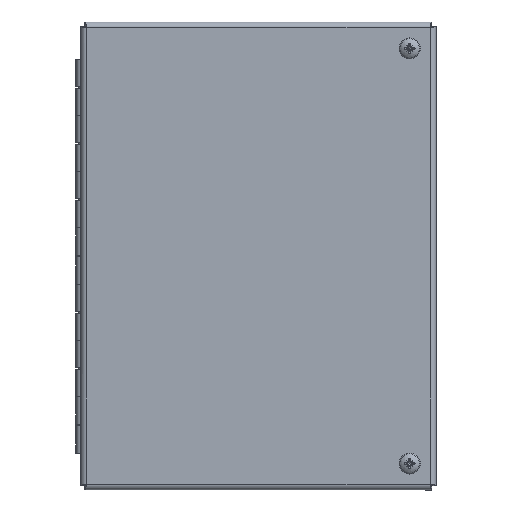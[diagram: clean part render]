
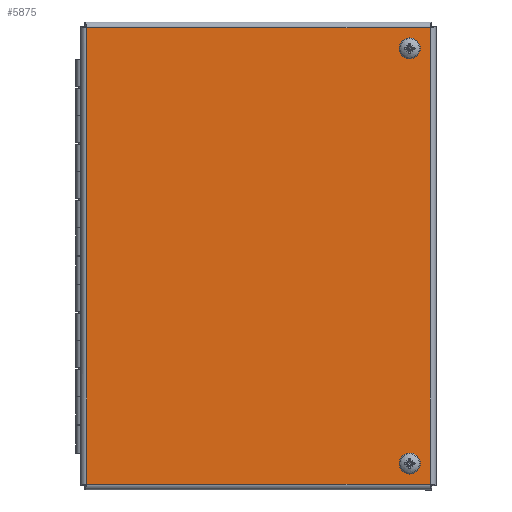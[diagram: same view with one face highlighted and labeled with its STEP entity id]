
A CAD part, top view. The second image highlights one B-rep face of the part: STEP entity #5875.
In plain terms, the highlighted planar face has unit normal (0, 0, 1).
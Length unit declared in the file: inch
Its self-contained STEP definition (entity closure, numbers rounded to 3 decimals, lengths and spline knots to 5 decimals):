
#386=PLANE($,#6344);
#806=LINE($,#9660,#1306);
#822=LINE($,#9762,#1322);
#837=LINE($,#9862,#1337);
#852=LINE($,#9961,#1352);
#1306=VECTOR($,#7560,8.102);
#1322=VECTOR($,#7590,6.102);
#1337=VECTOR($,#7619,8.102);
#1352=VECTOR($,#7648,6.102);
#1526=FACE_BOUND($,#2179,.T.);
#1527=FACE_BOUND($,#2180,.T.);
#1528=FACE_BOUND($,#2181,.T.);
#2179=EDGE_LOOP($,(#4960));
#2180=EDGE_LOOP($,(#4961));
#2181=EDGE_LOOP($,(#4962,#4963,#4964,#4965));
#2426=CIRCLE($,#6312,0.14063);
#2428=CIRCLE($,#6315,0.14063);
#2840=VERTEX_POINT($,#9640);
#2842=VERTEX_POINT($,#9645);
#2845=VERTEX_POINT($,#9651);
#2846=VERTEX_POINT($,#9659);
#2857=VERTEX_POINT($,#9754);
#2867=VERTEX_POINT($,#9854);
#3528=EDGE_CURVE($,#2840,#2840,#2426,.T.);
#3530=EDGE_CURVE($,#2842,#2842,#2428,.T.);
#3533=EDGE_CURVE($,#2846,#2845,#806,.T.);
#3553=EDGE_CURVE($,#2845,#2857,#822,.T.);
#3572=EDGE_CURVE($,#2857,#2867,#837,.T.);
#3591=EDGE_CURVE($,#2867,#2846,#852,.T.);
#4960=ORIENTED_EDGE($,*,*,#3528,.T.);
#4961=ORIENTED_EDGE($,*,*,#3530,.T.);
#4962=ORIENTED_EDGE($,*,*,#3533,.T.);
#4963=ORIENTED_EDGE($,*,*,#3553,.T.);
#4964=ORIENTED_EDGE($,*,*,#3572,.T.);
#4965=ORIENTED_EDGE($,*,*,#3591,.T.);
#5875=ADVANCED_FACE($,(#1526,#1527,#1528),#386,.T.);
#6312=AXIS2_PLACEMENT_3D($,#9641,#7549,#7550);
#6315=AXIS2_PLACEMENT_3D($,#9646,#7555,#7556);
#6344=AXIS2_PLACEMENT_3D($,#10047,#7673,#7674);
#7549=DIRECTION('center_axis',(0.,0.,-1.));
#7550=DIRECTION('ref_axis',(-1.,0.,0.));
#7555=DIRECTION('center_axis',(0.,0.,-1.));
#7556=DIRECTION('ref_axis',(-1.,0.,0.));
#7560=DIRECTION($,(0.,-1.,0.));
#7590=DIRECTION($,(1.,0.,0.));
#7619=DIRECTION($,(0.,1.,0.));
#7648=DIRECTION($,(-1.,0.,0.));
#7673=DIRECTION('center_axis',(0.,0.,1.));
#7674=DIRECTION('ref_axis',(1.,0.,0.));
#9640=CARTESIAN_POINT('',(2.82813,-3.6875,0.074));
#9641=CARTESIAN_POINT('Origin',(2.6875,-3.6875,0.074));
#9645=CARTESIAN_POINT('',(2.82813,3.6875,0.074));
#9646=CARTESIAN_POINT('Origin',(2.6875,3.6875,0.074));
#9651=CARTESIAN_POINT('',(-3.051,-4.051,0.074));
#9659=CARTESIAN_POINT('',(-3.051,4.051,0.074));
#9660=CARTESIAN_POINT($,(-3.051,2.0255,0.074));
#9754=CARTESIAN_POINT('',(3.051,-4.051,0.074));
#9762=CARTESIAN_POINT($,(-1.5255,-4.051,0.074));
#9854=CARTESIAN_POINT('',(3.051,4.051,0.074));
#9862=CARTESIAN_POINT($,(3.051,-2.0255,0.074));
#9961=CARTESIAN_POINT($,(1.5255,4.051,0.074));
#10047=CARTESIAN_POINT('Origin',(0.,0.,0.074));
